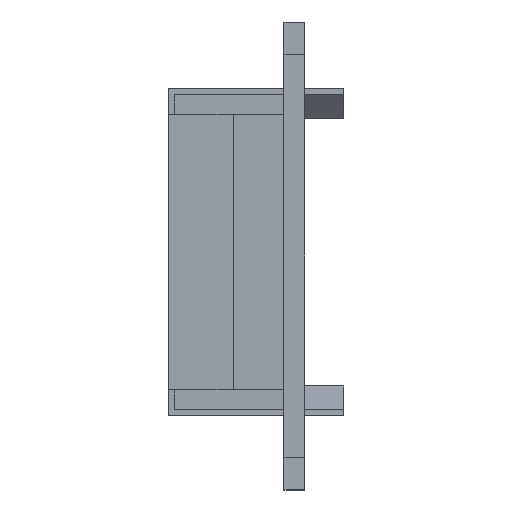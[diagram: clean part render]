
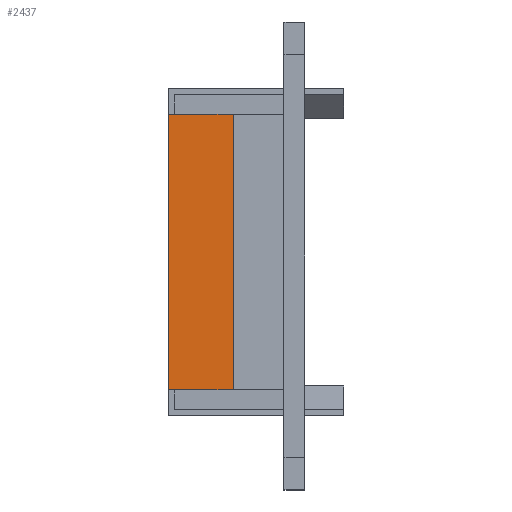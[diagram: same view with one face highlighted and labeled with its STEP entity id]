
A CAD part, left-side view. The second image highlights one B-rep face of the part: STEP entity #2437.
In plain terms, the highlighted planar face has unit normal (-1, 0, 0).
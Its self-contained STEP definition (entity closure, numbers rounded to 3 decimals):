
#5 = ORIENTED_EDGE ( 'NONE', *, *, #10348, .T. ) ;
#402 = CARTESIAN_POINT ( 'NONE',  ( -35.05, 3.9, 10.9 ) ) ;
#456 = VECTOR ( 'NONE', #8171, 1000. ) ;
#509 = DIRECTION ( 'NONE',  ( 0., 1., 0. ) ) ;
#1343 = PLANE ( 'NONE',  #4298 ) ;
#1439 = DIRECTION ( 'NONE',  ( 0., 0., 1. ) ) ;
#1817 = CARTESIAN_POINT ( 'NONE',  ( -35.05, 3.9, 10.9 ) ) ;
#1963 = VECTOR ( 'NONE', #509, 1000. ) ;
#2437 = ADVANCED_FACE ( 'NONE', ( #7636 ), #1343, .T. ) ;
#2477 = DIRECTION ( 'NONE',  ( -1., 0., 0. ) ) ;
#2828 = CARTESIAN_POINT ( 'NONE',  ( -35.05, 3.9, -10.3 ) ) ;
#3522 = CARTESIAN_POINT ( 'NONE',  ( -35.05, 8.9, -10.3 ) ) ;
#3703 = LINE ( 'NONE', #8689, #10571 ) ;
#4298 = AXIS2_PLACEMENT_3D ( 'NONE', #12938, #2477, #1439 ) ;
#4692 = VECTOR ( 'NONE', #14129, 1000. ) ;
#4859 = VERTEX_POINT ( 'NONE', #1817 ) ;
#5399 = LINE ( 'NONE', #402, #1963 ) ;
#6075 = EDGE_CURVE ( 'NONE', #6592, #12509, #3703, .T. ) ;
#6592 = VERTEX_POINT ( 'NONE', #2828 ) ;
#7209 = VERTEX_POINT ( 'NONE', #13476 ) ;
#7636 = FACE_OUTER_BOUND ( 'NONE', #9874, .T. ) ;
#8171 = DIRECTION ( 'NONE',  ( 0., 0., 1. ) ) ;
#8689 = CARTESIAN_POINT ( 'NONE',  ( -35.05, 3.9, -10.3 ) ) ;
#8783 = EDGE_CURVE ( 'NONE', #12509, #7209, #12646, .T. ) ;
#9460 = LINE ( 'NONE', #13854, #456 ) ;
#9874 = EDGE_LOOP ( 'NONE', ( #11603, #14835, #10548, #5 ) ) ;
#10348 = EDGE_CURVE ( 'NONE', #4859, #7209, #5399, .T. ) ;
#10548 = ORIENTED_EDGE ( 'NONE', *, *, #11562, .T. ) ;
#10571 = VECTOR ( 'NONE', #14429, 1000. ) ;
#11562 = EDGE_CURVE ( 'NONE', #6592, #4859, #9460, .T. ) ;
#11603 = ORIENTED_EDGE ( 'NONE', *, *, #8783, .F. ) ;
#12509 = VERTEX_POINT ( 'NONE', #3522 ) ;
#12646 = LINE ( 'NONE', #13177, #4692 ) ;
#12938 = CARTESIAN_POINT ( 'NONE',  ( -35.05, 3.9, -10.3 ) ) ;
#13177 = CARTESIAN_POINT ( 'NONE',  ( -35.05, 8.9, -10.3 ) ) ;
#13476 = CARTESIAN_POINT ( 'NONE',  ( -35.05, 8.9, 10.9 ) ) ;
#13854 = CARTESIAN_POINT ( 'NONE',  ( -35.05, 3.9, -10.3 ) ) ;
#14129 = DIRECTION ( 'NONE',  ( 0., 0., 1. ) ) ;
#14429 = DIRECTION ( 'NONE',  ( 0., 1., 0. ) ) ;
#14835 = ORIENTED_EDGE ( 'NONE', *, *, #6075, .F. ) ;
